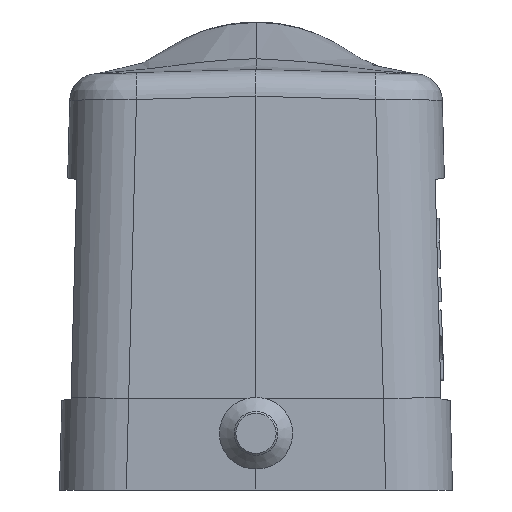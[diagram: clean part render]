
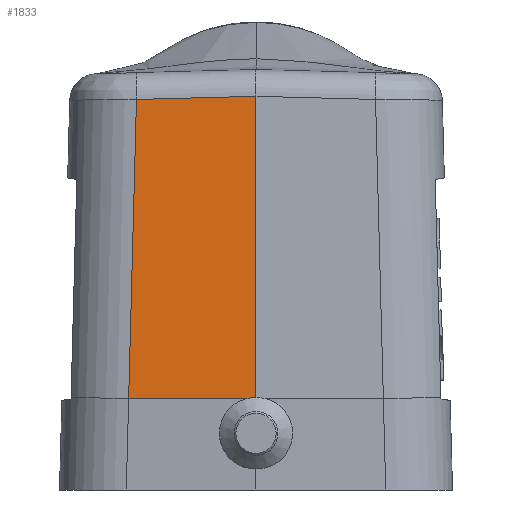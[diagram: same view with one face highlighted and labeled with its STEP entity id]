
A CAD part, left-side view. The second image highlights one B-rep face of the part: STEP entity #1833.
In plain terms, the highlighted planar face has unit normal (-0.999, 0.026, 0.026).
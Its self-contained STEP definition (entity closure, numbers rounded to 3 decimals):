
#1785=CARTESIAN_POINT('',(-29.057,0.0,36.85));
#1786=DIRECTION('',(-0.999,0.026,0.026));
#1787=DIRECTION('',(0.026,0.,1.));
#1788=AXIS2_PLACEMENT_3D('',#1785,#1786,#1787);
#1789=PLANE('',#1788);
#1790=CARTESIAN_POINT('',(-29.997,0.0,0.953));
#1791=VERTEX_POINT('',#1790);
#1792=CARTESIAN_POINT('',(-29.974,0.987,0.85));
#1793=VERTEX_POINT('',#1792);
#1794=CARTESIAN_POINT('',(-30.094,0.1,-2.85));
#1795=DIRECTION('',(-0.999,0.026,0.026));
#1796=DIRECTION('',(0.037,0.707,0.707));
#1797=AXIS2_PLACEMENT_3D('',#1794,#1795,#1796);
#1798=ELLIPSE('',#1797,3.808,3.803);
#1799=EDGE_CURVE('',#1791,#1793,#1798,.T.);
#1800=ORIENTED_EDGE('',*,*,#1799,.F.);
#1801=CARTESIAN_POINT('',(-29.134,0.0,33.93));
#1802=VERTEX_POINT('',#1801);
#1803=CARTESIAN_POINT('',(-29.997,0.0,0.953));
#1804=DIRECTION('',(0.026,0.0,1.));
#1805=VECTOR('',#1804,32.988);
#1806=LINE('',#1803,#1805);
#1807=EDGE_CURVE('',#1791,#1802,#1806,.T.);
#1808=ORIENTED_EDGE('',*,*,#1807,.T.);
#1809=CARTESIAN_POINT('',(-28.8,13.08,33.587));
#1810=VERTEX_POINT('',#1809);
#1811=CARTESIAN_POINT('',(-29.134,0.,33.93));
#1812=DIRECTION('',(0.025,0.999,-0.026));
#1813=VECTOR('',#1812,13.089);
#1814=LINE('',#1811,#1813);
#1815=EDGE_CURVE('',#1802,#1810,#1814,.T.);
#1816=ORIENTED_EDGE('',*,*,#1815,.T.);
#1817=CARTESIAN_POINT('',(-29.635,13.935,0.845));
#1818=VERTEX_POINT('',#1817);
#1819=CARTESIAN_POINT('',(-28.8,13.08,33.587));
#1820=DIRECTION('',(-0.025,0.026,-0.999));
#1821=VECTOR('',#1820,32.764);
#1822=LINE('',#1819,#1821);
#1823=EDGE_CURVE('',#1810,#1818,#1822,.T.);
#1824=ORIENTED_EDGE('',*,*,#1823,.T.);
#1825=CARTESIAN_POINT('',(-29.974,0.987,0.85));
#1826=DIRECTION('',(0.026,1.,0.));
#1827=VECTOR('',#1826,12.952);
#1828=LINE('',#1825,#1827);
#1829=EDGE_CURVE('',#1793,#1818,#1828,.T.);
#1830=ORIENTED_EDGE('',*,*,#1829,.F.);
#1831=EDGE_LOOP('',(#1800,#1808,#1816,#1824,#1830));
#1832=FACE_OUTER_BOUND('',#1831,.T.);
#1833=ADVANCED_FACE('',(#1832),#1789,.T.);
